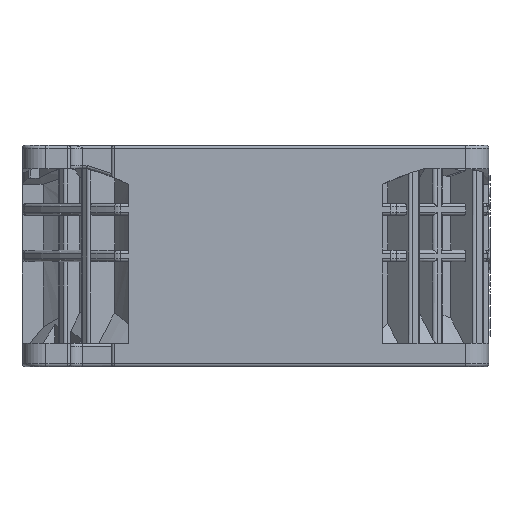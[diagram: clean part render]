
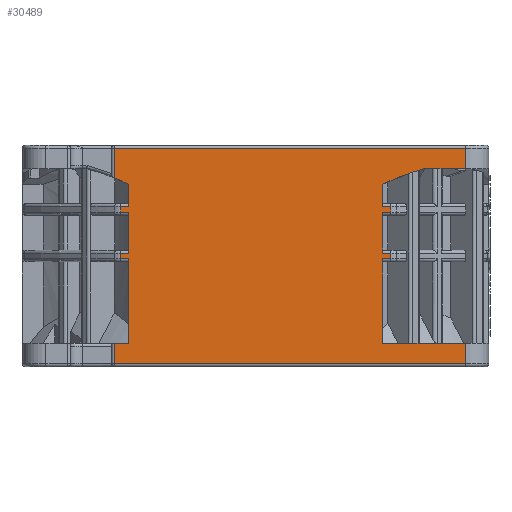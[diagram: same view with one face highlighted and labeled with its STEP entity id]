
A CAD part, front view. The second image highlights one B-rep face of the part: STEP entity #30489.
In plain terms, the highlighted planar face has unit normal (0, -1, 0).
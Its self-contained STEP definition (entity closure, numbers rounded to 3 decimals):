
#2707=DIRECTION('',(0.,0.,1.));
#2708=VECTOR('',#2707,3.5);
#2709=CARTESIAN_POINT('',(36.,-40.,
-37.5));
#2710=LINE('',#2709,#2708);
#2711=DIRECTION('',(1.,0.,0.));
#2712=VECTOR('',#2711,2.476);
#2713=CARTESIAN_POINT('',(-24.25,-40.,
-34.));
#2714=LINE('',#2713,#2712);
#2715=DIRECTION('',(0.,0.,1.));
#2716=VECTOR('',#2715,14.5);
#2717=CARTESIAN_POINT('',(-21.774,-40.,
-34.));
#2718=LINE('',#2717,#2716);
#2719=DIRECTION('',(0.,0.,1.));
#2720=VECTOR('',#2719,7.);
#2721=CARTESIAN_POINT('',(-21.774,-40.,-18.5));
#2722=LINE('',#2721,#2720);
#2723=DIRECTION('',(0.,0.,1.));
#2724=VECTOR('',#2723,3.802);
#2725=CARTESIAN_POINT('',(-21.774,-40.,-10.5));
#2726=LINE('',#2725,#2724);
#2727=CARTESIAN_POINT('',(-39.325,-40.,-42.642));
#2728=DIRECTION('',(0.,-1.,0.));
#2729=DIRECTION('',(0.439,0.,0.899));
#2730=AXIS2_PLACEMENT_3D('',#2727,#2728,#2729);
#2732=DIRECTION('',(-1.,0.,0.));
#2733=VECTOR('',#2732,7.009);
#2734=CARTESIAN_POINT('',(36.,-40.,-4.));
#2735=LINE('',#2734,#2733);
#2736=CARTESIAN_POINT('',(39.325,-40.,-42.642));
#2737=DIRECTION('',(0.,-1.,0.));
#2738=DIRECTION('',(-0.258,0.,0.966));
#2739=AXIS2_PLACEMENT_3D('',#2736,#2737,#2738);
#2741=DIRECTION('',(0.,0.,-1.));
#2742=VECTOR('',#2741,3.802);
#2743=CARTESIAN_POINT('',(21.774,-40.,-6.698));
#2744=LINE('',#2743,#2742);
#2745=DIRECTION('',(0.,0.,-1.));
#2746=VECTOR('',#2745,7.);
#2747=CARTESIAN_POINT('',(21.774,-40.,-11.5));
#2748=LINE('',#2747,#2746);
#2749=DIRECTION('',(0.,0.,-1.));
#2750=VECTOR('',#2749,14.5);
#2751=CARTESIAN_POINT('',(21.774,-40.,
-19.5));
#2752=LINE('',#2751,#2750);
#2753=DIRECTION('',(1.,0.,0.));
#2754=VECTOR('',#2753,60.25);
#2755=CARTESIAN_POINT('',(-24.25,-40.,-37.5));
#2756=LINE('',#2755,#2754);
#6397=DIRECTION('',(0.,0.,-1.));
#6398=VECTOR('',#6397,5.092);
#6399=CARTESIAN_POINT('',(-24.25,-40.,-0.5));
#6400=LINE('',#6399,#6398);
#6420=DIRECTION('',(-1.,0.,0.));
#6421=VECTOR('',#6420,60.25);
#6422=CARTESIAN_POINT('',(36.,-40.,-0.5));
#6423=LINE('',#6422,#6421);
#6451=DIRECTION('',(0.,0.,1.));
#6452=VECTOR('',#6451,3.5);
#6453=CARTESIAN_POINT('',(36.,-40.,-4.));
#6454=LINE('',#6453,#6452);
#7064=DIRECTION('',(-1.,0.,0.));
#7065=VECTOR('',#7064,14.228);
#7066=CARTESIAN_POINT('',(36.002,-40.,
-34.));
#7067=LINE('',#7066,#7065);
#7425=DIRECTION('',(1.,0.,0.));
#7426=VECTOR('',#7425,1.383);
#7427=CARTESIAN_POINT('',(21.774,-40.,
-19.5));
#7428=LINE('',#7427,#7426);
#7540=DIRECTION('',(0.,0.,1.));
#7541=VECTOR('',#7540,1.);
#7542=CARTESIAN_POINT('',(23.157,-40.,
-19.5));
#7543=LINE('',#7542,#7541);
#7552=DIRECTION('',(-1.,0.,0.));
#7553=VECTOR('',#7552,1.383);
#7554=CARTESIAN_POINT('',(23.157,-40.,-18.5));
#7555=LINE('',#7554,#7553);
#7570=DIRECTION('',(1.,0.,0.));
#7571=VECTOR('',#7570,1.383);
#7572=CARTESIAN_POINT('',(21.774,-40.,-11.5));
#7573=LINE('',#7572,#7571);
#7672=DIRECTION('',(0.,0.,1.));
#7673=VECTOR('',#7672,1.);
#7674=CARTESIAN_POINT('',(23.157,-40.,-11.5));
#7675=LINE('',#7674,#7673);
#7680=DIRECTION('',(-1.,0.,0.));
#7681=VECTOR('',#7680,1.383);
#7682=CARTESIAN_POINT('',(23.157,-40.,-10.5));
#7683=LINE('',#7682,#7681);
#8118=DIRECTION('',(-1.,0.,0.));
#8119=VECTOR('',#8118,1.383);
#8120=CARTESIAN_POINT('',(-21.774,-40.,-10.5));
#8121=LINE('',#8120,#8119);
#8229=DIRECTION('',(-1.,0.,0.));
#8230=VECTOR('',#8229,1.383);
#8231=CARTESIAN_POINT('',(-21.774,-40.,-18.5));
#8232=LINE('',#8231,#8230);
#11259=DIRECTION('',(1.,0.,0.));
#11260=VECTOR('',#11259,1.383);
#11261=CARTESIAN_POINT('',(-23.157,-40.,
-19.5));
#11262=LINE('',#11261,#11260);
#11273=DIRECTION('',(0.,0.,-1.));
#11274=VECTOR('',#11273,1.);
#11275=CARTESIAN_POINT('',(-23.157,-40.,-18.5));
#11276=LINE('',#11275,#11274);
#11281=DIRECTION('',(1.,0.,0.));
#11282=VECTOR('',#11281,1.383);
#11283=CARTESIAN_POINT('',(-23.157,-40.,-11.5));
#11284=LINE('',#11283,#11282);
#11295=DIRECTION('',(0.,0.,-1.));
#11296=VECTOR('',#11295,1.);
#11297=CARTESIAN_POINT('',(-23.157,-40.,-10.5));
#11298=LINE('',#11297,#11296);
#15339=DIRECTION('',(0.,0.,-1.));
#15340=VECTOR('',#15339,3.5);
#15341=CARTESIAN_POINT('',(-24.25,-40.,
-34.));
#15342=LINE('',#15341,#15340);
#23946=CARTESIAN_POINT('',(36.,-40.,
-37.5));
#23947=CARTESIAN_POINT('',(36.002,-40.,
-34.));
#23948=VERTEX_POINT('',#23946);
#23949=VERTEX_POINT('',#23947);
#23950=CARTESIAN_POINT('',(-24.25,-40.,-37.5));
#23951=VERTEX_POINT('',#23950);
#23952=CARTESIAN_POINT('',(-24.25,-40.,
-34.));
#23953=VERTEX_POINT('',#23952);
#23954=CARTESIAN_POINT('',(-21.774,-40.,
-34.));
#23955=VERTEX_POINT('',#23954);
#23956=CARTESIAN_POINT('',(-21.774,-40.,
-19.5));
#23957=VERTEX_POINT('',#23956);
#23958=CARTESIAN_POINT('',(-23.157,-40.,
-19.5));
#23959=VERTEX_POINT('',#23958);
#23960=CARTESIAN_POINT('',(-23.157,-40.,-18.5));
#23961=VERTEX_POINT('',#23960);
#23962=CARTESIAN_POINT('',(-21.774,-40.,-18.5));
#23963=VERTEX_POINT('',#23962);
#23964=CARTESIAN_POINT('',(-21.774,-40.,-11.5));
#23965=VERTEX_POINT('',#23964);
#23966=CARTESIAN_POINT('',(-23.157,-40.,-11.5));
#23967=VERTEX_POINT('',#23966);
#23968=CARTESIAN_POINT('',(-23.157,-40.,-10.5));
#23969=VERTEX_POINT('',#23968);
#23970=CARTESIAN_POINT('',(-21.774,-40.,-10.5));
#23971=VERTEX_POINT('',#23970);
#23972=CARTESIAN_POINT('',(-21.774,-40.,-6.698));
#23973=VERTEX_POINT('',#23972);
#23974=CARTESIAN_POINT('',(-24.25,-40.,-5.592));
#23975=VERTEX_POINT('',#23974);
#23976=CARTESIAN_POINT('',(-24.25,-40.,-0.5));
#23977=VERTEX_POINT('',#23976);
#23978=CARTESIAN_POINT('',(36.,-40.,-0.5));
#23979=VERTEX_POINT('',#23978);
#23980=CARTESIAN_POINT('',(36.,-40.,-4.));
#23981=VERTEX_POINT('',#23980);
#23982=CARTESIAN_POINT('',(28.991,-40.,-4.));
#23983=VERTEX_POINT('',#23982);
#23984=CARTESIAN_POINT('',(21.774,-40.,-6.698));
#23985=VERTEX_POINT('',#23984);
#23986=CARTESIAN_POINT('',(21.774,-40.,-10.5));
#23987=VERTEX_POINT('',#23986);
#23988=CARTESIAN_POINT('',(23.157,-40.,-10.5));
#23989=VERTEX_POINT('',#23988);
#23990=CARTESIAN_POINT('',(23.157,-40.,-11.5));
#23991=VERTEX_POINT('',#23990);
#23992=CARTESIAN_POINT('',(21.774,-40.,-11.5));
#23993=VERTEX_POINT('',#23992);
#23994=CARTESIAN_POINT('',(21.774,-40.,-18.5));
#23995=VERTEX_POINT('',#23994);
#23996=CARTESIAN_POINT('',(23.157,-40.,-18.5));
#23997=VERTEX_POINT('',#23996);
#23998=CARTESIAN_POINT('',(23.157,-40.,
-19.5));
#23999=VERTEX_POINT('',#23998);
#24000=CARTESIAN_POINT('',(21.774,-40.,
-19.5));
#24001=VERTEX_POINT('',#24000);
#24002=CARTESIAN_POINT('',(21.774,-40.,
-34.));
#24003=VERTEX_POINT('',#24002);
#30425=CARTESIAN_POINT('',(0.,-40.,-19.));
#30426=DIRECTION('',(0.,1.,0.));
#30427=DIRECTION('',(-1.,0.,0.));
#30428=AXIS2_PLACEMENT_3D('',#30425,#30426,#30427);
#30429=PLANE('',#30428);
#30431=ORIENTED_EDGE('',*,*,#30430,.F.);
#30433=ORIENTED_EDGE('',*,*,#30432,.F.);
#30435=ORIENTED_EDGE('',*,*,#30434,.T.);
#30437=ORIENTED_EDGE('',*,*,#30436,.T.);
#30439=ORIENTED_EDGE('',*,*,#30438,.F.);
#30441=ORIENTED_EDGE('',*,*,#30440,.F.);
#30443=ORIENTED_EDGE('',*,*,#30442,.F.);
#30445=ORIENTED_EDGE('',*,*,#30444,.T.);
#30447=ORIENTED_EDGE('',*,*,#30446,.F.);
#30449=ORIENTED_EDGE('',*,*,#30448,.F.);
#30451=ORIENTED_EDGE('',*,*,#30450,.F.);
#30453=ORIENTED_EDGE('',*,*,#30452,.T.);
#30455=ORIENTED_EDGE('',*,*,#30454,.T.);
#30457=ORIENTED_EDGE('',*,*,#30456,.F.);
#30459=ORIENTED_EDGE('',*,*,#30458,.F.);
#30461=ORIENTED_EDGE('',*,*,#30460,.F.);
#30463=ORIENTED_EDGE('',*,*,#30462,.T.);
#30465=ORIENTED_EDGE('',*,*,#30464,.T.);
#30467=ORIENTED_EDGE('',*,*,#30466,.T.);
#30469=ORIENTED_EDGE('',*,*,#30468,.F.);
#30471=ORIENTED_EDGE('',*,*,#30470,.F.);
#30473=ORIENTED_EDGE('',*,*,#30472,.F.);
#30475=ORIENTED_EDGE('',*,*,#30474,.T.);
#30477=ORIENTED_EDGE('',*,*,#30476,.F.);
#30479=ORIENTED_EDGE('',*,*,#30478,.F.);
#30481=ORIENTED_EDGE('',*,*,#30480,.F.);
#30483=ORIENTED_EDGE('',*,*,#30482,.T.);
#30485=ORIENTED_EDGE('',*,*,#30484,.F.);
#30486=ORIENTED_EDGE('',*,*,#30415,.F.);
#30487=EDGE_LOOP('',(#30431,#30433,#30435,#30437,#30439,#30441,#30443,#30445,
#30447,#30449,#30451,#30453,#30455,#30457,#30459,#30461,#30463,#30465,#30467,
#30469,#30471,#30473,#30475,#30477,#30479,#30481,#30483,#30485,#30486));
#30488=FACE_OUTER_BOUND('',#30487,.F.);
#30489=ADVANCED_FACE('',(#30488),#30429,.F.);
#2731=CIRCLE('',#2730,40.);
#2740=CIRCLE('',#2739,40.);
#30415=EDGE_CURVE('',#23948,#23949,#2710,.T.);
#30430=EDGE_CURVE('',#23951,#23948,#2756,.T.);
#30432=EDGE_CURVE('',#23953,#23951,#15342,.T.);
#30434=EDGE_CURVE('',#23953,#23955,#2714,.T.);
#30436=EDGE_CURVE('',#23955,#23957,#2718,.T.);
#30438=EDGE_CURVE('',#23959,#23957,#11262,.T.);
#30440=EDGE_CURVE('',#23961,#23959,#11276,.T.);
#30442=EDGE_CURVE('',#23963,#23961,#8232,.T.);
#30444=EDGE_CURVE('',#23963,#23965,#2722,.T.);
#30446=EDGE_CURVE('',#23967,#23965,#11284,.T.);
#30448=EDGE_CURVE('',#23969,#23967,#11298,.T.);
#30450=EDGE_CURVE('',#23971,#23969,#8121,.T.);
#30452=EDGE_CURVE('',#23971,#23973,#2726,.T.);
#30454=EDGE_CURVE('',#23973,#23975,#2731,.T.);
#30456=EDGE_CURVE('',#23977,#23975,#6400,.T.);
#30458=EDGE_CURVE('',#23979,#23977,#6423,.T.);
#30460=EDGE_CURVE('',#23981,#23979,#6454,.T.);
#30462=EDGE_CURVE('',#23981,#23983,#2735,.T.);
#30464=EDGE_CURVE('',#23983,#23985,#2740,.T.);
#30466=EDGE_CURVE('',#23985,#23987,#2744,.T.);
#30468=EDGE_CURVE('',#23989,#23987,#7683,.T.);
#30470=EDGE_CURVE('',#23991,#23989,#7675,.T.);
#30472=EDGE_CURVE('',#23993,#23991,#7573,.T.);
#30474=EDGE_CURVE('',#23993,#23995,#2748,.T.);
#30476=EDGE_CURVE('',#23997,#23995,#7555,.T.);
#30478=EDGE_CURVE('',#23999,#23997,#7543,.T.);
#30480=EDGE_CURVE('',#24001,#23999,#7428,.T.);
#30482=EDGE_CURVE('',#24001,#24003,#2752,.T.);
#30484=EDGE_CURVE('',#23949,#24003,#7067,.T.);
